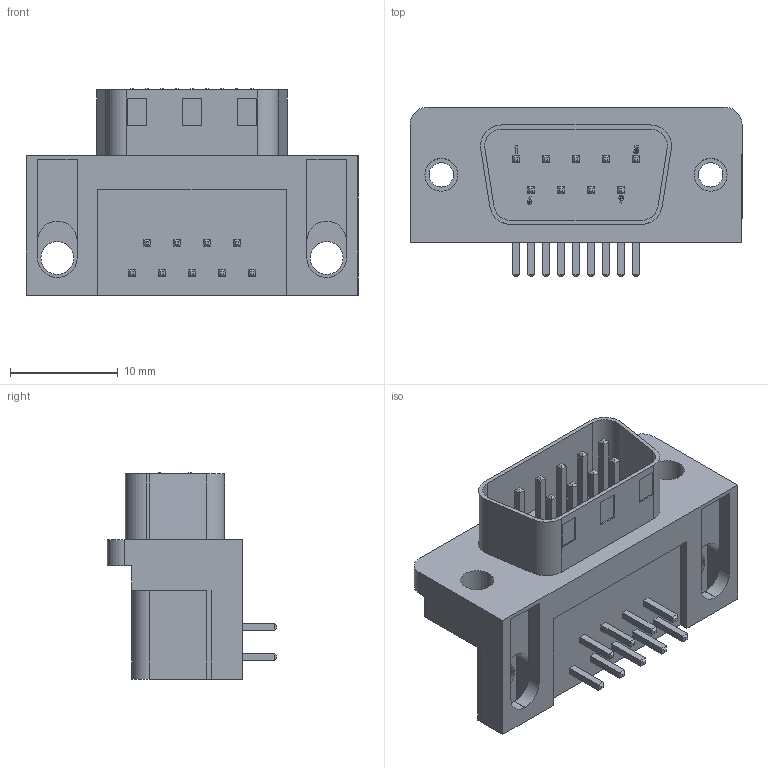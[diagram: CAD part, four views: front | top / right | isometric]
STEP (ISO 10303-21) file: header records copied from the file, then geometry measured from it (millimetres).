
FILE_DESCRIPTION (( 'STEP AP203' ), '1' );
FILE_NAME ('182-009-113.STEP', '2007-01-27T19:54:56', ( 'Tom Plaven' ), ( 'Anapro Tech' ), 'SwSTEP 2.0', 'SolidWorks 2002349', '' );
FILE_SCHEMA (( 'CONFIG_CONTROL_DESIGN' ));
Length unit declared in the file: inch
Products named in the file (1): 182-009-113
Bounding box: 30.81 x 15.72 x 19.15 mm (x, y, z)
Volume: 3249.8 mm3; surface area: 2984.6 mm2
Topology: 1 solids, 1 shells, 327 faces, 807 edges, 514 vertices
Faces by surface type: plane 269, cylinder 34, bspline 24
Entity records: 11432 total; most frequent: CARTESIAN_POINT 3713, ORIENTED_EDGE 1614, DIRECTION 1435, EDGE_CURVE 807, LINE 691, VECTOR 691, VERTEX_POINT 514, AXIS2_PLACEMENT_3D 372
